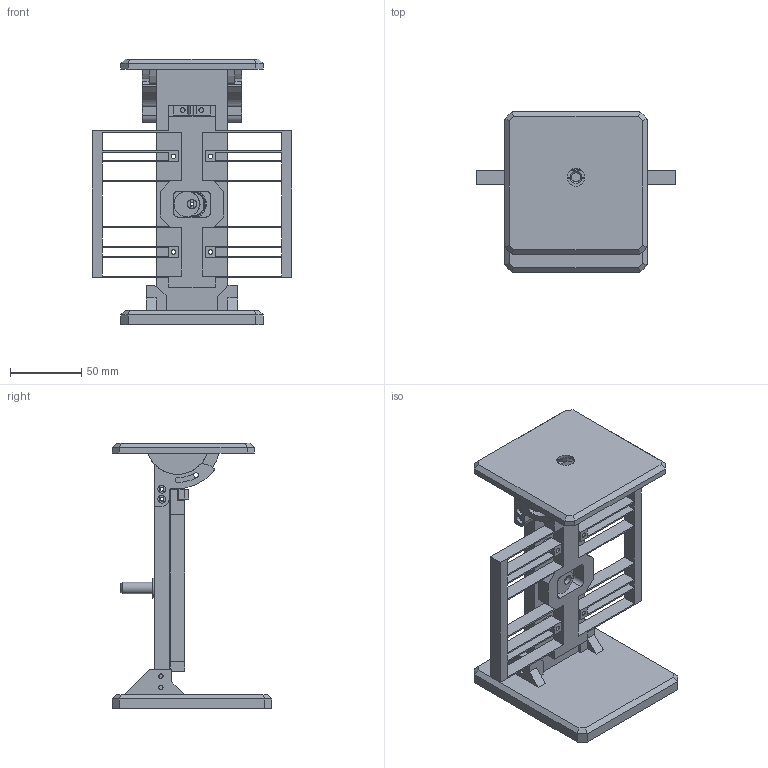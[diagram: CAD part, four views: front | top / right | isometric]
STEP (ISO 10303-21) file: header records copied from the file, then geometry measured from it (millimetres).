
FILE_DESCRIPTION(/* description */ (''),/* implementation_level */ '2;1');
FILE_NAME(/* name */ 'Die Filing Machine.step',/* time_stamp */ '2024-09-26T23:29:09-05:00',/* author */ (''),/* organization */ (''),/* preprocessor_version */ 'ST-DEVELOPER v20',/* originating_system */ 'Autodesk Translation Framework v13.20.0.188',/* authorisation */ '');
FILE_SCHEMA (('AUTOMOTIVE_DESIGN { 1 0 10303 214 3 1 1 }'));
Length unit declared in the file: millimetre
Products named in the file (11): Die Filing Machine; Vertical Support; Worktop pivot L; Worktop pivot R; 5972K501_Ball Bearing; Crankshaft; Circlip; Flexure; Die Holder Clamp; Worktop; Base
Assembly tree (10 placements, depth 3):
  Die Filing Machine
    Vertical Support
      Worktop pivot L
      Worktop pivot R
    5972K501_Ball Bearing
    Crankshaft
      Circlip
    Flexure
      Die Holder Clamp
    Worktop
    Base
Bounding box: 140.6 x 112.34 x 187 mm (x, y, z)
Volume: 339425.5 mm3; surface area: 126366.2 mm2
Topology: 20 solids, 20 shells, 663 faces, 1794 edges, 1179 vertices
Faces by surface type: plane 440, cylinder 97, cone 77, torus 42, sphere 7
Full cylindrical faces by diameter (mm): 2.7 x6, 2.8 x6, 3.2 x14, 3.3 x4, 5.6 x4, 6.5 x1, 6.6 x1, 8 x3, 10.5 x1, 10.756 x4, 11.374 x2, 12.5 x1, 17.178 x2, 17.475 x2, 17.75 x1, 18.092 x4, 19.244 x2, 20.1 x1, 22 x1, 22.1 x1
Entity records: 21473 total; most frequent: DIRECTION 3729, CARTESIAN_POINT 3689, ORIENTED_EDGE 3588, EDGE_CURVE 1794, AXIS2_PLACEMENT_3D 1253, LINE 1223, VECTOR 1223, VERTEX_POINT 1207
